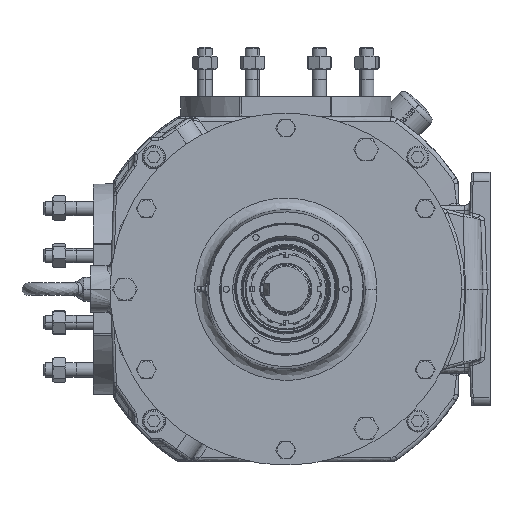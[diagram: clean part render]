
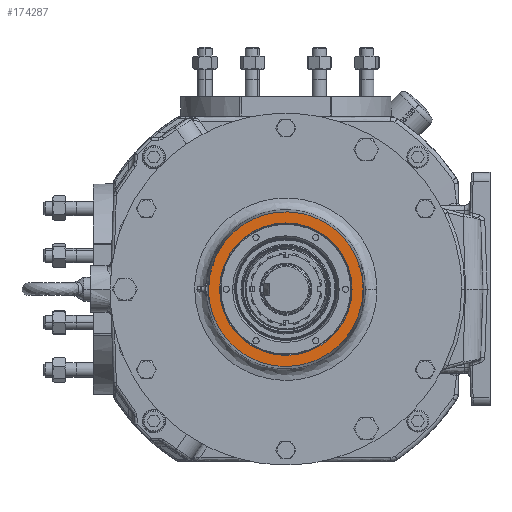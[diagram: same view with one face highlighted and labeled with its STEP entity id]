
A CAD part, left-side view. The second image highlights one B-rep face of the part: STEP entity #174287.
In plain terms, the highlighted planar face has unit normal (-1, 0, 0).
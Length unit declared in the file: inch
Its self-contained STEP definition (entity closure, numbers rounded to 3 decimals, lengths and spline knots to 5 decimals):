
#970 = CARTESIAN_POINT ( 'NONE',  ( -13.29, 2.8832, 1.64736 ) ) ;
#990 = VERTEX_POINT ( 'NONE', #27470 ) ;
#1791 = CARTESIAN_POINT ( 'NONE',  ( -13.29, -1.22299, 3.09469 ) ) ;
#2416 = CARTESIAN_POINT ( 'NONE',  ( -13.29, -3.28595, -0.43781 ) ) ;
#2634 = CARTESIAN_POINT ( 'NONE',  ( -13.29, -3.31015, 0. ) ) ;
#3237 = CARTESIAN_POINT ( 'NONE',  ( -13.29, -0.17225, -3.32312 ) ) ;
#4066 = CARTESIAN_POINT ( 'NONE',  ( -13.29, 3.25792, -0.64223 ) ) ;
#4133 = CARTESIAN_POINT ( 'NONE',  ( -13.29, 0., 0. ) ) ;
#11006 = B_SPLINE_CURVE_WITH_KNOTS ( 'NONE', 5,
 ( #39299, #78355, #214453, #97906, #234067, #117435, #970, #137073, #20507, #156545, #40137, #176108, #59613, #195757, #79217, #215301, #98723, #234910, #118284, #1791, #137892, #21359, #157395, #40947, #176961, #60464, #196566, #80054, #216135, #99556, #235750, #119138, #2634 ),
 .UNSPECIFIED., .F., .F.,
 ( 6, 3, 3, 3, 3, 3, 3, 3, 3, 3, 6 ),
 ( 0., 0.02713, 0.05428, 0.08143, 0.10859, 0.13574, 0.16289, 0.19004, 0.21719, 0.24435, 0.26281 ),
 .UNSPECIFIED. ) ;
#15950 = DIRECTION ( 'NONE',  ( 0., 0., 1. ) ) ;
#16403 = PLANE ( 'NONE',  #177192 ) ;
#17686 = EDGE_LOOP ( 'NONE', ( #29357, #100215 ) ) ;
#20507 = CARTESIAN_POINT ( 'NONE',  ( -13.29, 2.36381, 2.33217 ) ) ;
#21359 = CARTESIAN_POINT ( 'NONE',  ( -13.29, -1.79511, 2.7936 ) ) ;
#21754 = CARTESIAN_POINT ( 'NONE',  ( -13.29, -3.31015, 0. ) ) ;
#21775 = VERTEX_POINT ( 'NONE', #54631 ) ;
#21983 = CARTESIAN_POINT ( 'NONE',  ( -13.29, -3.11872, -1.14026 ) ) ;
#22816 = CARTESIAN_POINT ( 'NONE',  ( -13.29, 0.47324, -3.28674 ) ) ;
#23646 = CARTESIAN_POINT ( 'NONE',  ( -13.29, 3.31015, -0.2147 ) ) ;
#23709 = DIRECTION ( 'NONE',  ( 0., 0., 1. ) ) ;
#25191 = ORIENTED_EDGE ( 'NONE', *, *, #207695, .T. ) ;
#27470 = CARTESIAN_POINT ( 'NONE',  ( -13.29, 0., -2.838 ) ) ;
#29357 = ORIENTED_EDGE ( 'NONE', *, *, #135675, .F. ) ;
#30365 = EDGE_CURVE ( 'NONE', #21775, #150372, #11006, .T. ) ;
#33197 = FACE_OUTER_BOUND ( 'NONE', #17686, .T. ) ;
#35044 = AXIS2_PLACEMENT_3D ( 'NONE', #249038, #132429, #15950 ) ;
#39299 = CARTESIAN_POINT ( 'NONE',  ( -13.29, 3.31015, 0. ) ) ;
#40137 = CARTESIAN_POINT ( 'NONE',  ( -13.29, 1.87161, 2.75134 ) ) ;
#40947 = CARTESIAN_POINT ( 'NONE',  ( -13.29, -2.45198, 2.23929 ) ) ;
#41544 = CARTESIAN_POINT ( 'NONE',  ( -13.29, -2.84498, -1.72595 ) ) ;
#42402 = CARTESIAN_POINT ( 'NONE',  ( -13.29, 1.30095, -3.05518 ) ) ;
#46509 = ORIENTED_EDGE ( 'NONE', *, *, #83083, .T. ) ;
#54631 = CARTESIAN_POINT ( 'NONE',  ( -13.29, 3.31015, 0. ) ) ;
#59613 = CARTESIAN_POINT ( 'NONE',  ( -13.29, 1.30095, 3.05518 ) ) ;
#60464 = CARTESIAN_POINT ( 'NONE',  ( -13.29, -2.84498, 1.72595 ) ) ;
#61087 = CARTESIAN_POINT ( 'NONE',  ( -13.29, -2.45198, -2.23929 ) ) ;
#61898 = CARTESIAN_POINT ( 'NONE',  ( -13.29, 1.87161, -2.75134 ) ) ;
#78355 = CARTESIAN_POINT ( 'NONE',  ( -13.29, 3.31015, 0.2147 ) ) ;
#79217 = CARTESIAN_POINT ( 'NONE',  ( -13.29, 0.47324, 3.28674 ) ) ;
#80054 = CARTESIAN_POINT ( 'NONE',  ( -13.29, -3.11872, 1.14026 ) ) ;
#80657 = CARTESIAN_POINT ( 'NONE',  ( -13.29, -1.79511, -2.7936 ) ) ;
#81497 = CARTESIAN_POINT ( 'NONE',  ( -13.29, 2.36381, -2.33217 ) ) ;
#83083 = EDGE_CURVE ( 'NONE', #194287, #990, #223903, .T. ) ;
#97906 = CARTESIAN_POINT ( 'NONE',  ( -13.29, 3.25792, 0.64223 ) ) ;
#98723 = CARTESIAN_POINT ( 'NONE',  ( -13.29, -0.17225, 3.32312 ) ) ;
#99340 = CARTESIAN_POINT ( 'NONE',  ( -13.29, -3.31015, -0.14614 ) ) ;
#99556 = CARTESIAN_POINT ( 'NONE',  ( -13.29, -3.28595, 0.43781 ) ) ;
#100181 = CARTESIAN_POINT ( 'NONE',  ( -13.29, -1.22299, -3.09469 ) ) ;
#100215 = ORIENTED_EDGE ( 'NONE', *, *, #30365, .F. ) ;
#101013 = CARTESIAN_POINT ( 'NONE',  ( -13.29, 2.8832, -1.64736 ) ) ;
#114127 = DIRECTION ( 'NONE',  ( -1., 0., 0. ) ) ;
#117435 = CARTESIAN_POINT ( 'NONE',  ( -13.29, 2.98412, 1.45658 ) ) ;
#118284 = CARTESIAN_POINT ( 'NONE',  ( -13.29, -0.81051, 3.2202 ) ) ;
#118910 = CARTESIAN_POINT ( 'NONE',  ( -13.29, -3.30208, -0.29227 ) ) ;
#119138 = CARTESIAN_POINT ( 'NONE',  ( -13.29, -3.31015, 0.14614 ) ) ;
#119731 = CARTESIAN_POINT ( 'NONE',  ( -13.29, -0.59961, -3.26605 ) ) ;
#120564 = CARTESIAN_POINT ( 'NONE',  ( -13.29, 3.15405, -1.06051 ) ) ;
#121760 = EDGE_LOOP ( 'NONE', ( #46509, #25191 ) ) ;
#132429 = DIRECTION ( 'NONE',  ( 1., 0., 0. ) ) ;
#135675 = EDGE_CURVE ( 'NONE', #150372, #21775, #240469, .T. ) ;
#137073 = CARTESIAN_POINT ( 'NONE',  ( -13.29, 2.65129, 2.01083 ) ) ;
#137892 = CARTESIAN_POINT ( 'NONE',  ( -13.29, -1.60985, 2.90431 ) ) ;
#138481 = CARTESIAN_POINT ( 'NONE',  ( -13.29, -3.22635, -0.79442 ) ) ;
#139307 = CARTESIAN_POINT ( 'NONE',  ( -13.29, 0.25873, -3.31054 ) ) ;
#140168 = CARTESIAN_POINT ( 'NONE',  ( -13.29, 3.29274, -0.42941 ) ) ;
#140231 = DIRECTION ( 'NONE',  ( 1., 0., 0. ) ) ;
#146850 = AXIS2_PLACEMENT_3D ( 'NONE', #4133, #140231, #23709 ) ;
#146948 = CARTESIAN_POINT ( 'NONE',  ( -13.29, 0., 2.838 ) ) ;
#150372 = VERTEX_POINT ( 'NONE', #21754 ) ;
#156545 = CARTESIAN_POINT ( 'NONE',  ( -13.29, 2.20732, 2.4808 ) ) ;
#157395 = CARTESIAN_POINT ( 'NONE',  ( -13.29, -2.14603, 2.5431 ) ) ;
#158014 = CARTESIAN_POINT ( 'NONE',  ( -13.29, -3.03807, -1.34044 ) ) ;
#158839 = CARTESIAN_POINT ( 'NONE',  ( -13.29, 0.89649, -3.20454 ) ) ;
#159682 = CARTESIAN_POINT ( 'NONE',  ( -13.29, 3.31015, 0. ) ) ;
#174287 = ADVANCED_FACE ( 'NONE', ( #188395, #33197 ), #16403, .T. ) ;
#176108 = CARTESIAN_POINT ( 'NONE',  ( -13.29, 1.49667, 2.96422 ) ) ;
#176961 = CARTESIAN_POINT ( 'NONE',  ( -13.29, -2.59226, 2.07528 ) ) ;
#177192 = AXIS2_PLACEMENT_3D ( 'NONE', #230720, #114127, #250367 ) ;
#177568 = CARTESIAN_POINT ( 'NONE',  ( -13.29, -2.59226, -2.07528 ) ) ;
#178417 = CARTESIAN_POINT ( 'NONE',  ( -13.29, 1.49667, -2.96422 ) ) ;
#188395 = FACE_BOUND ( 'NONE', #121760, .T. ) ;
#194287 = VERTEX_POINT ( 'NONE', #146948 ) ;
#195757 = CARTESIAN_POINT ( 'NONE',  ( -13.29, 0.89649, 3.20454 ) ) ;
#196566 = CARTESIAN_POINT ( 'NONE',  ( -13.29, -3.03807, 1.34044 ) ) ;
#197180 = CARTESIAN_POINT ( 'NONE',  ( -13.29, -2.14603, -2.5431 ) ) ;
#198044 = CARTESIAN_POINT ( 'NONE',  ( -13.29, 2.20732, -2.4808 ) ) ;
#202374 = CIRCLE ( 'NONE', #35044, 2.838 ) ;
#207695 = EDGE_CURVE ( 'NONE', #990, #194287, #202374, .T. ) ;
#214453 = CARTESIAN_POINT ( 'NONE',  ( -13.29, 3.29274, 0.42941 ) ) ;
#215301 = CARTESIAN_POINT ( 'NONE',  ( -13.29, 0.25873, 3.31054 ) ) ;
#215918 = CARTESIAN_POINT ( 'NONE',  ( -13.29, -3.31015, 0. ) ) ;
#216135 = CARTESIAN_POINT ( 'NONE',  ( -13.29, -3.22635, 0.79442 ) ) ;
#216749 = CARTESIAN_POINT ( 'NONE',  ( -13.29, -1.60985, -2.90431 ) ) ;
#217562 = CARTESIAN_POINT ( 'NONE',  ( -13.29, 2.65129, -2.01083 ) ) ;
#223903 = CIRCLE ( 'NONE', #146850, 2.838 ) ;
#230720 = CARTESIAN_POINT ( 'NONE',  ( -13.29, 0., 0. ) ) ;
#234067 = CARTESIAN_POINT ( 'NONE',  ( -13.29, 3.15405, 1.06051 ) ) ;
#234910 = CARTESIAN_POINT ( 'NONE',  ( -13.29, -0.59961, 3.26605 ) ) ;
#235750 = CARTESIAN_POINT ( 'NONE',  ( -13.29, -3.30208, 0.29227 ) ) ;
#236362 = CARTESIAN_POINT ( 'NONE',  ( -13.29, -0.81051, -3.2202 ) ) ;
#237225 = CARTESIAN_POINT ( 'NONE',  ( -13.29, 2.98412, -1.45658 ) ) ;
#240469 = B_SPLINE_CURVE_WITH_KNOTS ( 'NONE', 5,
 ( #215918, #99340, #118910, #2416, #138481, #21983, #158014, #41544, #177568, #61087, #197180, #80657, #216749, #100181, #236362, #119731, #3237, #139307, #22816, #158839, #42402, #178417, #61898, #198044, #81497, #217562, #101013, #237225, #120564, #4066, #140168, #23646, #159682 ),
 .UNSPECIFIED., .F., .F.,
 ( 6, 3, 3, 3, 3, 3, 3, 3, 3, 3, 6 ),
 ( 0., 0.01847, 0.04562, 0.07277, 0.09992, 0.12707, 0.15423, 0.18138, 0.20853, 0.23568, 0.26281 ),
 .UNSPECIFIED. ) ;
#249038 = CARTESIAN_POINT ( 'NONE',  ( -13.29, 0., 0. ) ) ;
#250367 = DIRECTION ( 'NONE',  ( 0., 0., 1. ) ) ;
